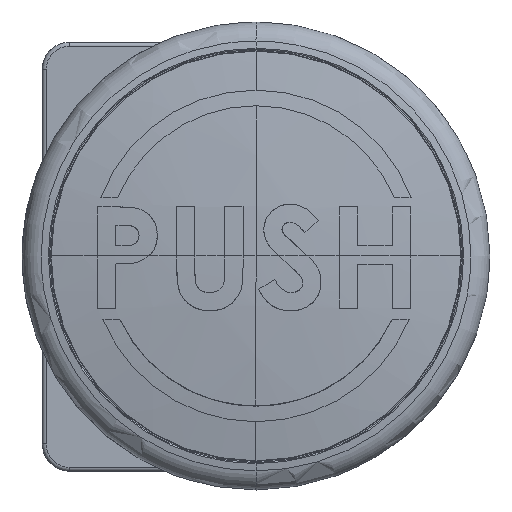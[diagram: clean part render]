
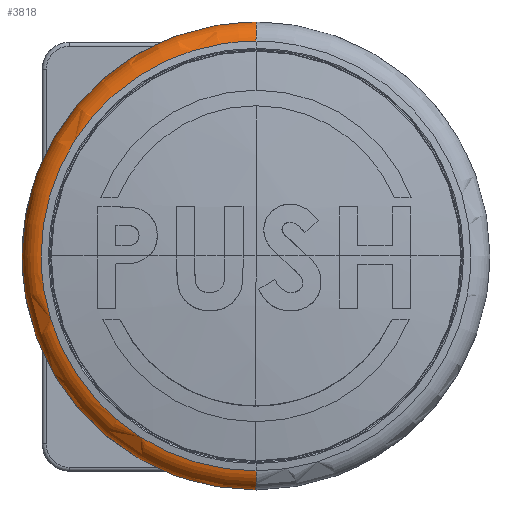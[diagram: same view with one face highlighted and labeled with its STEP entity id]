
A CAD part, top view. The second image highlights one B-rep face of the part: STEP entity #3818.
In plain terms, the highlighted toroidal (fillet/blend) face has major radius 27 mm and minor radius 3 mm.
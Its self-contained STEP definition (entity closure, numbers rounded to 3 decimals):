
#3818=ADVANCED_FACE('NONE',(#8135),#8136,.T.);
#8135=FACE_OUTER_BOUND('',#17703,.T.);
#8136=TOROIDAL_SURFACE('',#17704,27.0,3.);
#17703=EDGE_LOOP('',(#41396,#41397,#41398,#41399,#41400));
#17704=AXIS2_PLACEMENT_3D('',#41401,#41402,#41403);
#41396=ORIENTED_EDGE('',*,*,#48329,.F.);
#41397=ORIENTED_EDGE('',*,*,#48107,.T.);
#41398=ORIENTED_EDGE('',*,*,#48106,.T.);
#41399=ORIENTED_EDGE('',*,*,#48330,.T.);
#41400=ORIENTED_EDGE('',*,*,#49353,.F.);
#41401=CARTESIAN_POINT('',(0.,0.,57.525));
#41402=DIRECTION('',(0.,0.,-1.0));
#41403=DIRECTION('',(0.,1.0,0.));
#48106=EDGE_CURVE('NONE',#54629,#54626,#54630,.T.);
#48107=EDGE_CURVE('NONE',#54631,#54629,#54632,.T.);
#48329=EDGE_CURVE('NONE',#54631,#54955,#55026,.T.);
#48330=EDGE_CURVE('NONE',#54626,#54954,#55027,.T.);
#49353=EDGE_CURVE('NONE',#54955,#54954,#56534,.T.);
#54626=VERTEX_POINT('NONE',#67076);
#54629=VERTEX_POINT('NONE',#67079);
#54630=B_SPLINE_CURVE_WITH_KNOTS('',3,(#67080,#67081,#67082,#67083,#67084,#67085,#67086,#67087,#67088,#67089,#67090,#67091,#67092,#67093,#67094,#67095,#67096,#67097),.UNSPECIFIED.,.F.,.F.,(4,2,2,2,2,2,2,2,4),(0.0,0.125,0.25,0.375,0.5,0.625,0.75,0.875,1.0),.UNSPECIFIED.);
#54631=VERTEX_POINT('NONE',#67098);
#54632=B_SPLINE_CURVE_WITH_KNOTS('',3,(#67099,#67100,#67101,#67102,#67103,#67104,#67105,#67106,#67107,#67108,#67109,#67110,#67111,#67112,#67113,#67114,#67115,#67116),.UNSPECIFIED.,.F.,.F.,(4,2,2,2,2,2,2,2,4),(0.0,0.125,0.25,0.375,0.5,0.625,0.75,0.875,1.0),.UNSPECIFIED.);
#54954=VERTEX_POINT('NONE',#68106);
#54955=VERTEX_POINT('NONE',#68107);
#55026=CIRCLE('',#68374,3.);
#55027=CIRCLE('',#68375,3.);
#56534=CIRCLE('',#71964,30.0);
#67076=CARTESIAN_POINT('',(0.,27.545,60.475));
#67079=CARTESIAN_POINT('',(-27.545,0.,60.475));
#67080=CARTESIAN_POINT('',(-27.545,0.,60.475));
#67081=CARTESIAN_POINT('',(-27.545,1.803,60.475));
#67082=CARTESIAN_POINT('',(-27.368,3.606,60.475));
#67083=CARTESIAN_POINT('',(-26.664,7.142,60.475));
#67084=CARTESIAN_POINT('',(-26.139,8.876,60.475));
#67085=CARTESIAN_POINT('',(-24.759,12.207,60.475));
#67086=CARTESIAN_POINT('',(-23.905,13.804,60.475));
#67087=CARTESIAN_POINT('',(-21.902,16.802,60.475));
#67088=CARTESIAN_POINT('',(-20.752,18.203,60.475));
#67089=CARTESIAN_POINT('',(-18.203,20.752,60.475));
#67090=CARTESIAN_POINT('',(-16.802,21.902,60.475));
#67091=CARTESIAN_POINT('',(-13.804,23.905,60.475));
#67092=CARTESIAN_POINT('',(-12.207,24.759,60.475));
#67093=CARTESIAN_POINT('',(-8.876,26.139,60.475));
#67094=CARTESIAN_POINT('',(-7.142,26.664,60.475));
#67095=CARTESIAN_POINT('',(-3.606,27.368,60.475));
#67096=CARTESIAN_POINT('',(-1.803,27.545,60.475));
#67097=CARTESIAN_POINT('',(0.,27.545,60.475));
#67098=CARTESIAN_POINT('',(0.,-27.545,60.475));
#67099=CARTESIAN_POINT('',(0.,-27.545,60.475));
#67100=CARTESIAN_POINT('',(-1.803,-27.545,60.475));
#67101=CARTESIAN_POINT('',(-3.606,-27.368,60.475));
#67102=CARTESIAN_POINT('',(-7.142,-26.664,60.475));
#67103=CARTESIAN_POINT('',(-8.876,-26.139,60.475));
#67104=CARTESIAN_POINT('',(-12.207,-24.759,60.475));
#67105=CARTESIAN_POINT('',(-13.804,-23.905,60.475));
#67106=CARTESIAN_POINT('',(-16.802,-21.902,60.475));
#67107=CARTESIAN_POINT('',(-18.203,-20.752,60.475));
#67108=CARTESIAN_POINT('',(-20.752,-18.203,60.475));
#67109=CARTESIAN_POINT('',(-21.902,-16.802,60.475));
#67110=CARTESIAN_POINT('',(-23.905,-13.804,60.475));
#67111=CARTESIAN_POINT('',(-24.759,-12.207,60.475));
#67112=CARTESIAN_POINT('',(-26.139,-8.876,60.475));
#67113=CARTESIAN_POINT('',(-26.664,-7.142,60.475));
#67114=CARTESIAN_POINT('',(-27.368,-3.606,60.475));
#67115=CARTESIAN_POINT('',(-27.545,-1.803,60.475));
#67116=CARTESIAN_POINT('',(-27.545,0.,60.475));
#68106=CARTESIAN_POINT('',(0.,30.0,57.525));
#68107=CARTESIAN_POINT('',(0.,-30.0,57.525));
#68374=AXIS2_PLACEMENT_3D('',#83492,#83493,#83494);
#68375=AXIS2_PLACEMENT_3D('',#83495,#83496,#83497);
#71964=AXIS2_PLACEMENT_3D('',#84514,#84515,#84516);
#83492=CARTESIAN_POINT('',(0.,-27.0,57.525));
#83493=DIRECTION('',(1.0,0.,0.));
#83494=DIRECTION('',(0.,0.,-1.0));
#83495=CARTESIAN_POINT('',(0.,27.0,57.525));
#83496=DIRECTION('',(-1.0,0.,0.));
#83497=DIRECTION('',(0.,0.,1.0));
#84514=CARTESIAN_POINT('',(0.,0.,57.525));
#84515=DIRECTION('',(0.,0.,-1.0));
#84516=DIRECTION('',(0.,1.0,0.0));
